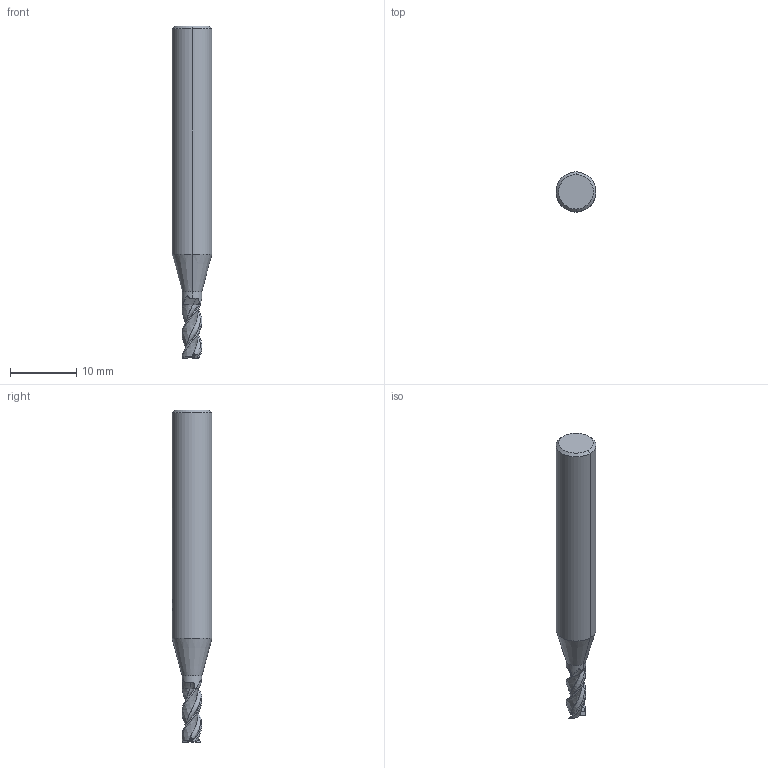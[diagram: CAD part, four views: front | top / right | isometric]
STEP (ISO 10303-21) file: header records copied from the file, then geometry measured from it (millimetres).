
FILE_DESCRIPTION(('no description'),'unknown implementation level');
FILE_NAME('solidFHIpwWKslg_ITNBt2PXiRdju048_1.STP',' ',('CIM GmbH Aachen'),('CADClick - KiM GmbH - www.kimweb.de'),'unknown preprocess','ACIS','unknown authorization');
FILE_SCHEMA(('automotive_design'));
Length unit declared in the file: millimetre
Products named in the file (2): 1; 2
Bounding box: 6 x 6 x 50 mm (x, y, z)
Volume: 1106.1 mm3; surface area: 924.6 mm2
Topology: 2 solids, 2 shells, 89 faces, 254 edges, 169 vertices
Faces by surface type: plane 39, cylinder 15, revolution 12, bspline 12, cone 11
Entity records: 9708 total; most frequent: CARTESIAN_POINT 4615, STYLED_ITEM 514, PRESENTATION_STYLE_ASSIGNMENT 514, COLOUR_RGB 514, ORIENTED_EDGE 508, DIRECTION 409, EDGE_CURVE 254, CURVE_STYLE 254
